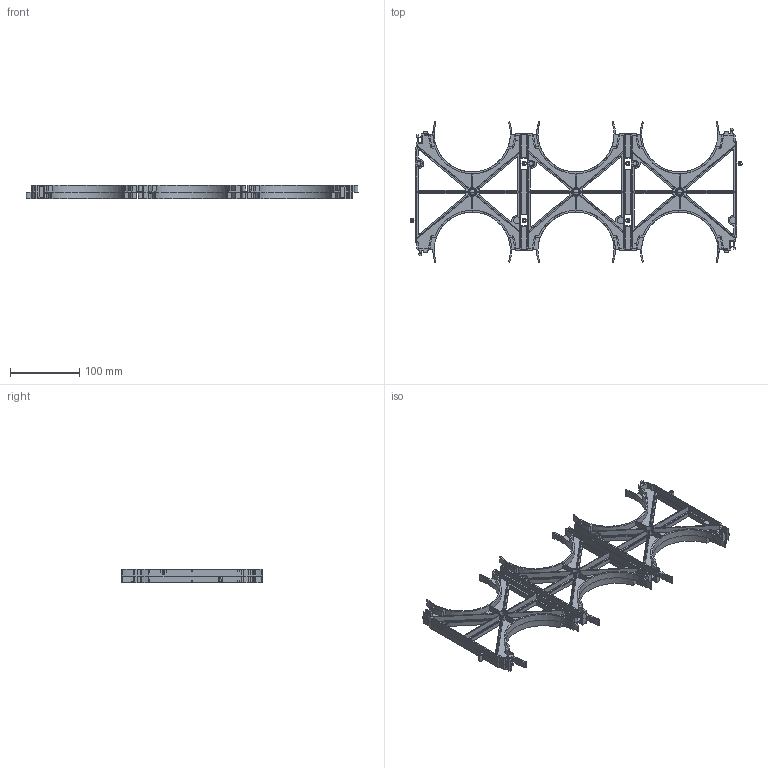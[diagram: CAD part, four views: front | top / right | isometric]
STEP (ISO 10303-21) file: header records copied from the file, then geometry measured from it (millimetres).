
FILE_DESCRIPTION (( 'STEP AP203' ), '1' );
FILE_NAME ('ÀÃÈÅ 060.02.001-05 Êëàñòåð 110.STEP', '2024-09-13T06:42:09', ( '' ), ( '' ), 'SwSTEP 2.0', 'SolidWorks 2022', '' );
FILE_SCHEMA (( 'CONFIG_CONTROL_DESIGN' ));
Products named in the file (1): АГИЕ 060.02.001-05 Кластер 110
Bounding box: 480.12 x 203.69 x 20 mm (x, y, z)
Volume: 193204.5 mm3; surface area: 213034.1 mm2
Topology: 1 solids, 1 shells, 1863 faces, 5153 edges, 3338 vertices
Faces by surface type: plane 969, bspline 409, cone 237, cylinder 236, sphere 12
Entity records: 70317 total; most frequent: CARTESIAN_POINT 28144, ORIENTED_EDGE 10306, DIRECTION 6637, EDGE_CURVE 5153, VERTEX_POINT 3338, VECTOR 2635, LINE 2635, AXIS2_PLACEMENT_3D 2001
